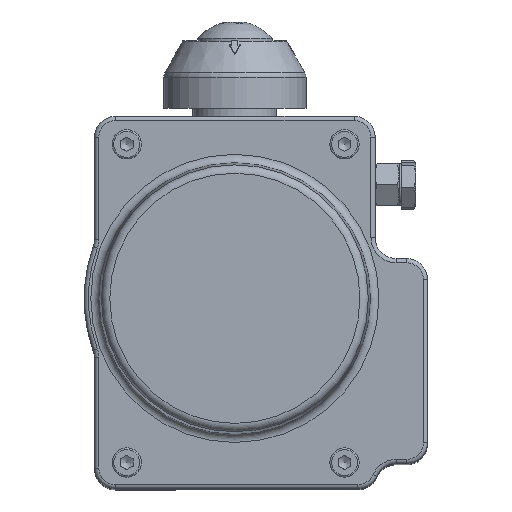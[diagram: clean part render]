
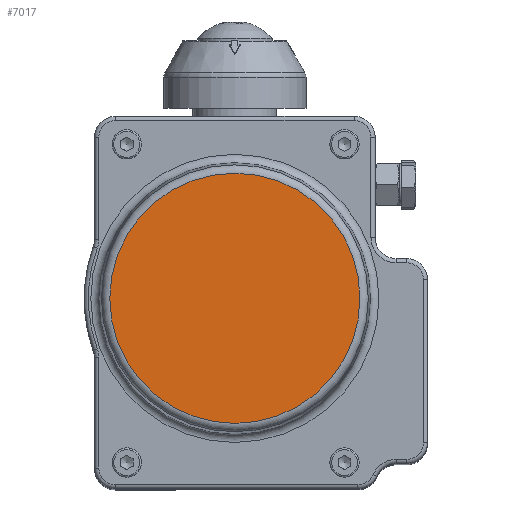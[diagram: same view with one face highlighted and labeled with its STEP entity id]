
A CAD part, top view. The second image highlights one B-rep face of the part: STEP entity #7017.
In plain terms, the highlighted planar face has unit normal (0, 0, 1).
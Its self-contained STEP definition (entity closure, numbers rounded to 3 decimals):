
#466=PLANE('',#7763);
#861=FACE_OUTER_BOUND('',#1309,.T.);
#1309=EDGE_LOOP('',(#5476));
#2712=CIRCLE('',#7764,29.874);
#3179=VERTEX_POINT('',#11538);
#4007=EDGE_CURVE('',#3179,#3179,#2712,.T.);
#5476=ORIENTED_EDGE('',*,*,#4007,.F.);
#7017=ADVANCED_FACE('',(#861),#466,.T.);
#7763=AXIS2_PLACEMENT_3D('',#11537,#9234,#9235);
#7764=AXIS2_PLACEMENT_3D('',#11539,#9236,#9237);
#9234=DIRECTION('center_axis',(0.,0.,1.));
#9235=DIRECTION('ref_axis',(1.,0.,0.));
#9236=DIRECTION('center_axis',(0.,0.,-1.));
#9237=DIRECTION('ref_axis',(-1.,0.,0.));
#11537=CARTESIAN_POINT('Origin',(0.,0.,87.));
#11538=CARTESIAN_POINT('',(29.874,0.,87.));
#11539=CARTESIAN_POINT('Origin',(0.,0.,87.));
